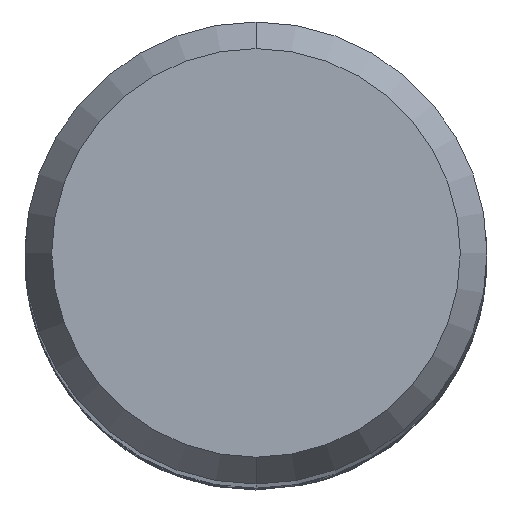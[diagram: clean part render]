
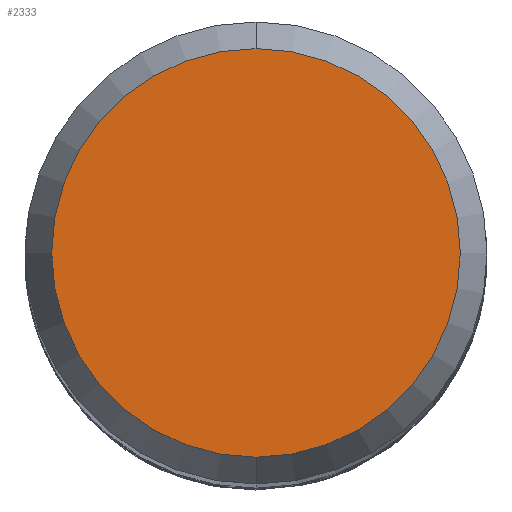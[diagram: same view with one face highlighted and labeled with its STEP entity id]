
A CAD part, top view. The second image highlights one B-rep face of the part: STEP entity #2333.
In plain terms, the highlighted planar face has unit normal (0, 0, 1).
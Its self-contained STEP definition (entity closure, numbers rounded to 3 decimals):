
#1305=VERTEX_POINT('',#3728);
#1431=EDGE_CURVE('',#1621,#1305,#3861,.T.);
#1621=VERTEX_POINT('',#4076);
#2013=EDGE_CURVE('',#1305,#1621,#4500,.T.);
#2333=ADVANCED_FACE('',(#4847),#4848,.T.);
#3728=CARTESIAN_POINT('',(0.0,3.538,0.0));
#3861=CIRCLE('',#7643,3.538);
#4076=CARTESIAN_POINT('',(0.,-3.538,0.0));
#4500=CIRCLE('',#15045,3.538);
#4847=FACE_OUTER_BOUND('',#17507,.T.);
#4848=PLANE('',#17508);
#7643=AXIS2_PLACEMENT_3D('',#30399,#30400,#30401);
#15045=AXIS2_PLACEMENT_3D('',#31080,#31081,#31082);
#17507=EDGE_LOOP('',(#31495,#31496));
#17508=AXIS2_PLACEMENT_3D('',#31497,#31498,#31499);
#30399=CARTESIAN_POINT('',(0.0,0.0,0.0));
#30400=DIRECTION('',(0.0,0.0,-1.0));
#30401=DIRECTION('',(0.0,1.0,0.0));
#31080=CARTESIAN_POINT('',(0.0,0.0,0.0));
#31081=DIRECTION('',(0.0,0.0,-1.0));
#31082=DIRECTION('',(0.0,1.0,0.0));
#31495=ORIENTED_EDGE('',*,*,#2013,.F.);
#31496=ORIENTED_EDGE('',*,*,#1431,.F.);
#31497=CARTESIAN_POINT('',(0.0,1.769,0.0));
#31498=DIRECTION('',(-0.0,0.0,1.0));
#31499=DIRECTION('',(0.0,-1.0,0.0));
